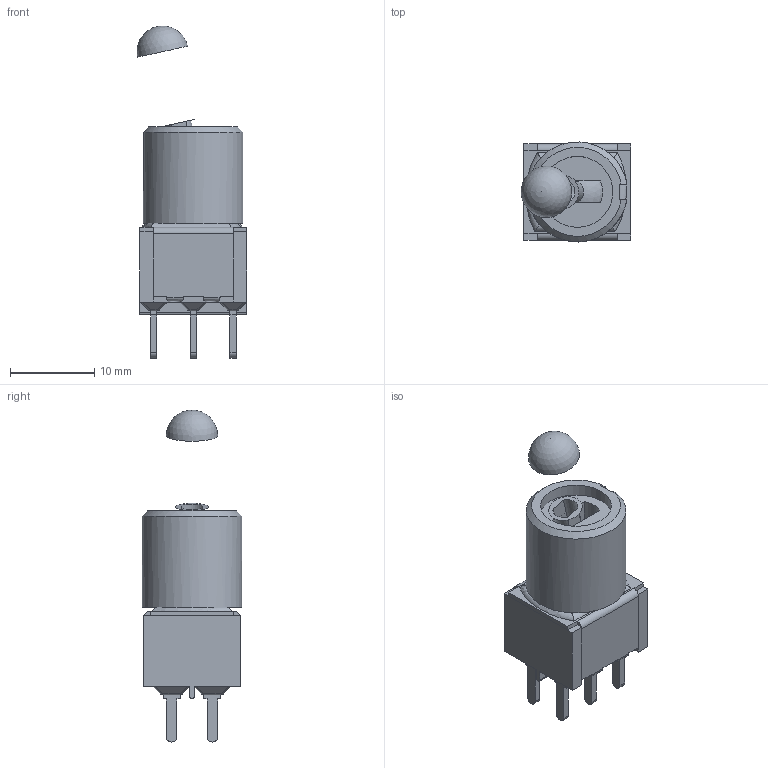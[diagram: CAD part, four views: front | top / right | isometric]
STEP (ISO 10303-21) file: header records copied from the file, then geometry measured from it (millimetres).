
FILE_DESCRIPTION(/* description */ (''),/* implementation_level */ '2;1');
FILE_NAME(/* name */ '100DPxT7B13M2xE.stp',/* time_stamp */ '2026-01-14T12:11:48-06:00',/* author */ ('jmeyers'),/* organization */ (''),/* preprocessor_version */ 'ST-DEVELOPER v18.1',/* originating_system */ 'Autodesk Inventor 2022',/* authorisation */ '');
FILE_SCHEMA (('AUTOMOTIVE_DESIGN { 1 0 10303 214 3 1 1 }'));
Length unit declared in the file: inch
Products named in the file (1): Part17
Bounding box: 13.04 x 11.85 x 39.35 mm (x, y, z)
Volume: 2001.2 mm3; surface area: 2814.3 mm2
Topology: 1 solids, 2 shells, 378 faces, 990 edges, 605 vertices
Faces by surface type: plane 273, cylinder 74, sphere 26, cone 3, torus 2
Full cylindrical faces by diameter (mm): 8.4 x2
Entity records: 11331 total; most frequent: CARTESIAN_POINT 1997, ORIENTED_EDGE 1928, DIRECTION 1915, EDGE_CURVE 964, LINE 763, VECTOR 763, VERTEX_POINT 605, AXIS2_PLACEMENT_3D 576
